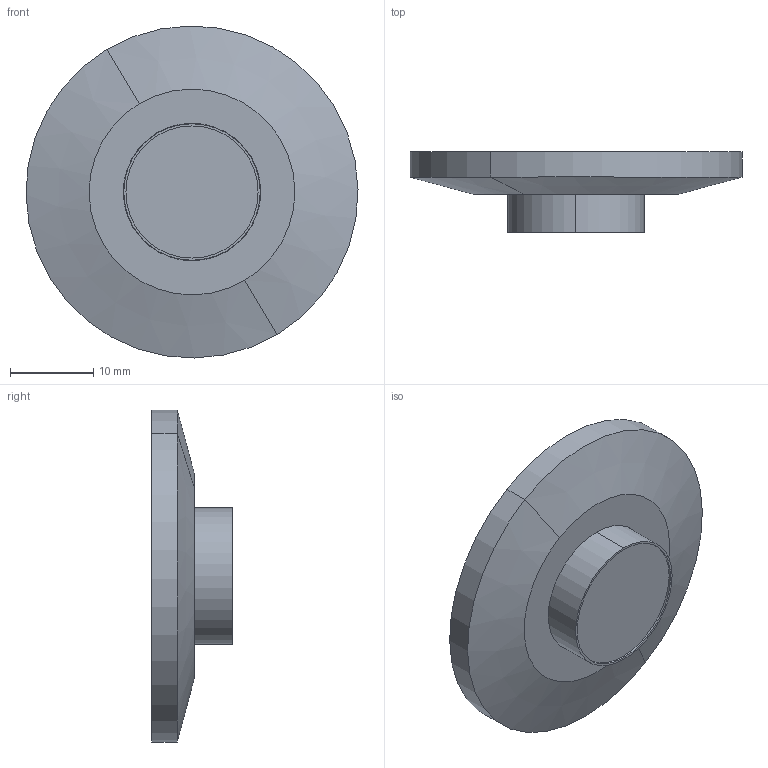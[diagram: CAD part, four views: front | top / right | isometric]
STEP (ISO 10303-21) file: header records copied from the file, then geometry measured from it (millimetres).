
FILE_DESCRIPTION (( 'STEP AP203' ), '1' );
FILE_NAME ('A10076-1-QF.STEP', '2015-11-25T14:28:24', ( '' ), ( '' ), 'SwSTEP 2.0', 'SolidWorks 2014', '' );
FILE_SCHEMA (( 'CONFIG_CONTROL_DESIGN' ));
Length unit declared in the file: inch
Products named in the file (1): A10076-1-QF
Bounding box: 39.87 x 9.65 x 39.87 mm (x, y, z)
Volume: 4388.8 mm3; surface area: 4042.7 mm2
Topology: 1 solids, 1 shells, 28 faces, 56 edges, 36 vertices
Faces by surface type: cylinder 16, plane 8, cone 4
Entity records: 823 total; most frequent: DIRECTION 150, CARTESIAN_POINT 121, ORIENTED_EDGE 112, AXIS2_PLACEMENT_3D 65, EDGE_CURVE 56, VERTEX_POINT 36, CIRCLE 36, EDGE_LOOP 34
